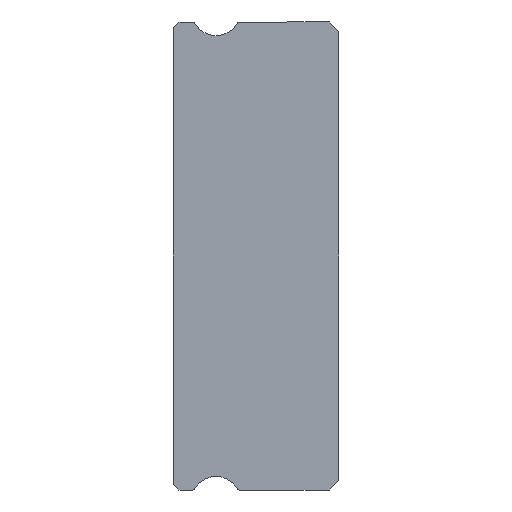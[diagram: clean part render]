
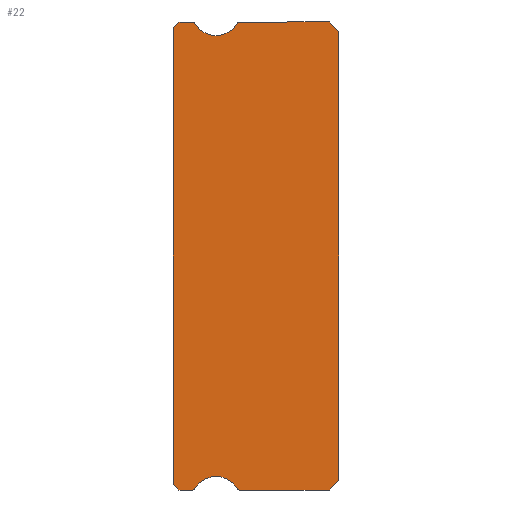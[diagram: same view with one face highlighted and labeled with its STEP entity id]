
A CAD part, left-side view. The second image highlights one B-rep face of the part: STEP entity #22.
In plain terms, the highlighted planar face has unit normal (-1, 0, 0).
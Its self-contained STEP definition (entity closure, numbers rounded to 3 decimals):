
#2 = EDGE_CURVE ( 'NONE', #1221, #4771, #595, .T. ) ;
#21 = ORIENTED_EDGE ( 'NONE', *, *, #4289, .F. ) ;
#22 = ADVANCED_FACE ( 'NONE', ( #3613 ), #1370, .F. ) ;
#40 = VECTOR ( 'NONE', #4284, 1000. ) ;
#53 = CARTESIAN_POINT ( 'NONE',  ( -15., 7.512, -12. ) ) ;
#80 = DIRECTION ( 'NONE',  ( 0., -0.707, -0.707 ) ) ;
#152 = EDGE_CURVE ( 'NONE', #1447, #1838, #1660, .T. ) ;
#168 = ORIENTED_EDGE ( 'NONE', *, *, #2183, .T. ) ;
#217 = CARTESIAN_POINT ( 'NONE',  ( -15., 7.512, 11.85 ) ) ;
#218 = VECTOR ( 'NONE', #3777, 1000. ) ;
#231 = ORIENTED_EDGE ( 'NONE', *, *, #3827, .F. ) ;
#281 = EDGE_CURVE ( 'NONE', #1077, #820, #1198, .T. ) ;
#291 = VERTEX_POINT ( 'NONE', #1965 ) ;
#301 = VECTOR ( 'NONE', #80, 1000. ) ;
#339 = CARTESIAN_POINT ( 'NONE',  ( -15., 7.512, 12. ) ) ;
#426 = DIRECTION ( 'NONE',  ( 0., 0., -1. ) ) ;
#428 = CARTESIAN_POINT ( 'NONE',  ( -15., 0., -11.5 ) ) ;
#440 = ORIENTED_EDGE ( 'NONE', *, *, #1996, .F. ) ;
#455 = DIRECTION ( 'NONE',  ( 0., 0., -1. ) ) ;
#466 = AXIS2_PLACEMENT_3D ( 'NONE', #4459, #1905, #426 ) ;
#482 = CARTESIAN_POINT ( 'NONE',  ( -15., 6.3, 12.55 ) ) ;
#489 = EDGE_CURVE ( 'NONE', #3124, #4475, #3826, .T. ) ;
#493 = CARTESIAN_POINT ( 'NONE',  ( -15., 5.088, -12. ) ) ;
#517 = VECTOR ( 'NONE', #938, 1000. ) ;
#529 = CARTESIAN_POINT ( 'NONE',  ( -15., 0., 11.5 ) ) ;
#594 = ORIENTED_EDGE ( 'NONE', *, *, #3538, .F. ) ;
#595 = LINE ( 'NONE', #4718, #1583 ) ;
#610 = CIRCLE ( 'NONE', #2161, 1.25 ) ;
#633 = ORIENTED_EDGE ( 'NONE', *, *, #4469, .F. ) ;
#820 = VERTEX_POINT ( 'NONE', #1224 ) ;
#831 = ORIENTED_EDGE ( 'NONE', *, *, #1877, .T. ) ;
#938 = DIRECTION ( 'NONE',  ( 0., 0., 1. ) ) ;
#944 = CARTESIAN_POINT ( 'NONE',  ( -15., 0.5, -12. ) ) ;
#962 = CARTESIAN_POINT ( 'NONE',  ( -15., 5.088, 11.85 ) ) ;
#998 = VECTOR ( 'NONE', #4087, 1000. ) ;
#1009 = DIRECTION ( 'NONE',  ( 0., 0., -1. ) ) ;
#1038 = CARTESIAN_POINT ( 'NONE',  ( -15., 5.088, -11.85 ) ) ;
#1073 = EDGE_CURVE ( 'NONE', #1719, #4475, #2860, .T. ) ;
#1077 = VERTEX_POINT ( 'NONE', #4353 ) ;
#1081 = CIRCLE ( 'NONE', #466, 1.25 ) ;
#1147 = CIRCLE ( 'NONE', #1457, 0.15 ) ;
#1198 = CIRCLE ( 'NONE', #3382, 1.25 ) ;
#1206 = ORIENTED_EDGE ( 'NONE', *, *, #4276, .F. ) ;
#1221 = VERTEX_POINT ( 'NONE', #339 ) ;
#1224 = CARTESIAN_POINT ( 'NONE',  ( -15., 5.217, 11.925 ) ) ;
#1261 = CARTESIAN_POINT ( 'NONE',  ( -15., 8.2, -12. ) ) ;
#1312 = CARTESIAN_POINT ( 'NONE',  ( -15., 8.5, 11.85 ) ) ;
#1314 = VERTEX_POINT ( 'NONE', #944 ) ;
#1363 = DIRECTION ( 'NONE',  ( 0., -1., 0. ) ) ;
#1370 = PLANE ( 'NONE',  #4078 ) ;
#1383 = CARTESIAN_POINT ( 'NONE',  ( -15., 7.383, -11.925 ) ) ;
#1447 = VERTEX_POINT ( 'NONE', #493 ) ;
#1457 = AXIS2_PLACEMENT_3D ( 'NONE', #1619, #4192, #2796 ) ;
#1514 = CARTESIAN_POINT ( 'NONE',  ( -15., 8.2, 12. ) ) ;
#1583 = VECTOR ( 'NONE', #3569, 1000. ) ;
#1602 = CARTESIAN_POINT ( 'NONE',  ( -15., 0.5, 12. ) ) ;
#1619 = CARTESIAN_POINT ( 'NONE',  ( -15., 7.512, 11.85 ) ) ;
#1656 = VECTOR ( 'NONE', #3226, 1000. ) ;
#1660 = CIRCLE ( 'NONE', #2912, 0.15 ) ;
#1698 = CARTESIAN_POINT ( 'NONE',  ( -15., 7.512, 12. ) ) ;
#1705 = DIRECTION ( 'NONE',  ( 1., 0., 0. ) ) ;
#1719 = VERTEX_POINT ( 'NONE', #2945 ) ;
#1738 = EDGE_LOOP ( 'NONE', ( #594, #831, #168, #4302, #2274, #1820, #231, #2393, #2821, #2865, #1206, #440, #4809, #21, #633, #2706, #3718 ) ) ;
#1743 = VERTEX_POINT ( 'NONE', #4123 ) ;
#1745 = DIRECTION ( 'NONE',  ( -1., 0., 0. ) ) ;
#1820 = ORIENTED_EDGE ( 'NONE', *, *, #152, .F. ) ;
#1838 = VERTEX_POINT ( 'NONE', #2385 ) ;
#1857 = CARTESIAN_POINT ( 'NONE',  ( -15., 8.5, 11.7 ) ) ;
#1877 = EDGE_CURVE ( 'NONE', #3751, #3046, #4613, .T. ) ;
#1905 = DIRECTION ( 'NONE',  ( -1., 0., 0. ) ) ;
#1965 = CARTESIAN_POINT ( 'NONE',  ( -15., 8.5, 11.7 ) ) ;
#1975 = LINE ( 'NONE', #3104, #40 ) ;
#1996 = EDGE_CURVE ( 'NONE', #820, #1743, #2333, .T. ) ;
#2007 = CARTESIAN_POINT ( 'NONE',  ( -15., 0.5, 12. ) ) ;
#2149 = EDGE_CURVE ( 'NONE', #1838, #2516, #1081, .T. ) ;
#2161 = AXIS2_PLACEMENT_3D ( 'NONE', #3243, #1745, #1009 ) ;
#2166 = DIRECTION ( 'NONE',  ( 1., 0., 0. ) ) ;
#2170 = VERTEX_POINT ( 'NONE', #53 ) ;
#2176 = EDGE_CURVE ( 'NONE', #4771, #291, #4824, .T. ) ;
#2183 = EDGE_CURVE ( 'NONE', #3046, #2170, #4047, .T. ) ;
#2188 = DIRECTION ( 'NONE',  ( 0., -1., 0. ) ) ;
#2219 = DIRECTION ( 'NONE',  ( 1., 0., 0. ) ) ;
#2274 = ORIENTED_EDGE ( 'NONE', *, *, #2149, .F. ) ;
#2323 = AXIS2_PLACEMENT_3D ( 'NONE', #3135, #4632, #455 ) ;
#2333 = CIRCLE ( 'NONE', #2413, 0.15 ) ;
#2385 = CARTESIAN_POINT ( 'NONE',  ( -15., 5.217, -11.925 ) ) ;
#2393 = ORIENTED_EDGE ( 'NONE', *, *, #3401, .F. ) ;
#2413 = AXIS2_PLACEMENT_3D ( 'NONE', #962, #2166, #3285 ) ;
#2516 = VERTEX_POINT ( 'NONE', #1383 ) ;
#2612 = CARTESIAN_POINT ( 'NONE',  ( -15., 8.2, -12. ) ) ;
#2655 = CARTESIAN_POINT ( 'NONE',  ( -15., 7.512, -12. ) ) ;
#2706 = ORIENTED_EDGE ( 'NONE', *, *, #2, .T. ) ;
#2733 = DIRECTION ( 'NONE',  ( 0., 0., -1. ) ) ;
#2766 = CARTESIAN_POINT ( 'NONE',  ( -15., 8.5, -11.7 ) ) ;
#2796 = DIRECTION ( 'NONE',  ( 0., 0., -1. ) ) ;
#2821 = ORIENTED_EDGE ( 'NONE', *, *, #1073, .T. ) ;
#2860 = LINE ( 'NONE', #4305, #1656 ) ;
#2865 = ORIENTED_EDGE ( 'NONE', *, *, #489, .F. ) ;
#2912 = AXIS2_PLACEMENT_3D ( 'NONE', #1038, #2219, #4030 ) ;
#2945 = CARTESIAN_POINT ( 'NONE',  ( -15., 0., -11.5 ) ) ;
#3046 = VERTEX_POINT ( 'NONE', #2612 ) ;
#3104 = CARTESIAN_POINT ( 'NONE',  ( -15., 7.512, -12. ) ) ;
#3124 = VERTEX_POINT ( 'NONE', #1602 ) ;
#3135 = CARTESIAN_POINT ( 'NONE',  ( -15., 7.512, -11.85 ) ) ;
#3200 = VECTOR ( 'NONE', #2188, 1000. ) ;
#3226 = DIRECTION ( 'NONE',  ( 0., 0., 1. ) ) ;
#3243 = CARTESIAN_POINT ( 'NONE',  ( -15., 6.3, 12.55 ) ) ;
#3285 = DIRECTION ( 'NONE',  ( 0., 0., -1. ) ) ;
#3382 = AXIS2_PLACEMENT_3D ( 'NONE', #482, #3863, #2733 ) ;
#3401 = EDGE_CURVE ( 'NONE', #1719, #1314, #3704, .T. ) ;
#3538 = EDGE_CURVE ( 'NONE', #3751, #291, #4609, .T. ) ;
#3569 = DIRECTION ( 'NONE',  ( 0., 1., 0. ) ) ;
#3613 = FACE_OUTER_BOUND ( 'NONE', #1738, .T. ) ;
#3704 = LINE ( 'NONE', #428, #218 ) ;
#3718 = ORIENTED_EDGE ( 'NONE', *, *, #2176, .T. ) ;
#3751 = VERTEX_POINT ( 'NONE', #2766 ) ;
#3777 = DIRECTION ( 'NONE',  ( 0., 0.707, -0.707 ) ) ;
#3826 = LINE ( 'NONE', #2007, #4403 ) ;
#3827 = EDGE_CURVE ( 'NONE', #1314, #1447, #1975, .T. ) ;
#3863 = DIRECTION ( 'NONE',  ( -1., 0., 0. ) ) ;
#4012 = VERTEX_POINT ( 'NONE', #4520 ) ;
#4030 = DIRECTION ( 'NONE',  ( 0., 0., -1. ) ) ;
#4047 = LINE ( 'NONE', #2655, #3200 ) ;
#4048 = LINE ( 'NONE', #1698, #4268 ) ;
#4078 = AXIS2_PLACEMENT_3D ( 'NONE', #217, #1705, #4697 ) ;
#4087 = DIRECTION ( 'NONE',  ( 0., 0.707, -0.707 ) ) ;
#4123 = CARTESIAN_POINT ( 'NONE',  ( -15., 5.088, 12. ) ) ;
#4188 = DIRECTION ( 'NONE',  ( 0., -0.707, -0.707 ) ) ;
#4192 = DIRECTION ( 'NONE',  ( 1., 0., 0. ) ) ;
#4268 = VECTOR ( 'NONE', #1363, 1000. ) ;
#4276 = EDGE_CURVE ( 'NONE', #1743, #3124, #4048, .T. ) ;
#4284 = DIRECTION ( 'NONE',  ( 0., 1., 0. ) ) ;
#4289 = EDGE_CURVE ( 'NONE', #4012, #1077, #610, .T. ) ;
#4302 = ORIENTED_EDGE ( 'NONE', *, *, #4525, .F. ) ;
#4305 = CARTESIAN_POINT ( 'NONE',  ( -15., 0., 11.5 ) ) ;
#4353 = CARTESIAN_POINT ( 'NONE',  ( -15., 6.3, 11.3 ) ) ;
#4403 = VECTOR ( 'NONE', #4188, 1000. ) ;
#4426 = CIRCLE ( 'NONE', #2323, 0.15 ) ;
#4459 = CARTESIAN_POINT ( 'NONE',  ( -15., 6.3, -12.55 ) ) ;
#4469 = EDGE_CURVE ( 'NONE', #1221, #4012, #1147, .T. ) ;
#4475 = VERTEX_POINT ( 'NONE', #529 ) ;
#4520 = CARTESIAN_POINT ( 'NONE',  ( -15., 7.383, 11.925 ) ) ;
#4525 = EDGE_CURVE ( 'NONE', #2516, #2170, #4426, .T. ) ;
#4609 = LINE ( 'NONE', #1312, #517 ) ;
#4613 = LINE ( 'NONE', #1261, #301 ) ;
#4632 = DIRECTION ( 'NONE',  ( 1., 0., 0. ) ) ;
#4697 = DIRECTION ( 'NONE',  ( 0., 0., -1. ) ) ;
#4718 = CARTESIAN_POINT ( 'NONE',  ( -15., 8.2, 12. ) ) ;
#4771 = VERTEX_POINT ( 'NONE', #1514 ) ;
#4809 = ORIENTED_EDGE ( 'NONE', *, *, #281, .F. ) ;
#4824 = LINE ( 'NONE', #1857, #998 ) ;
